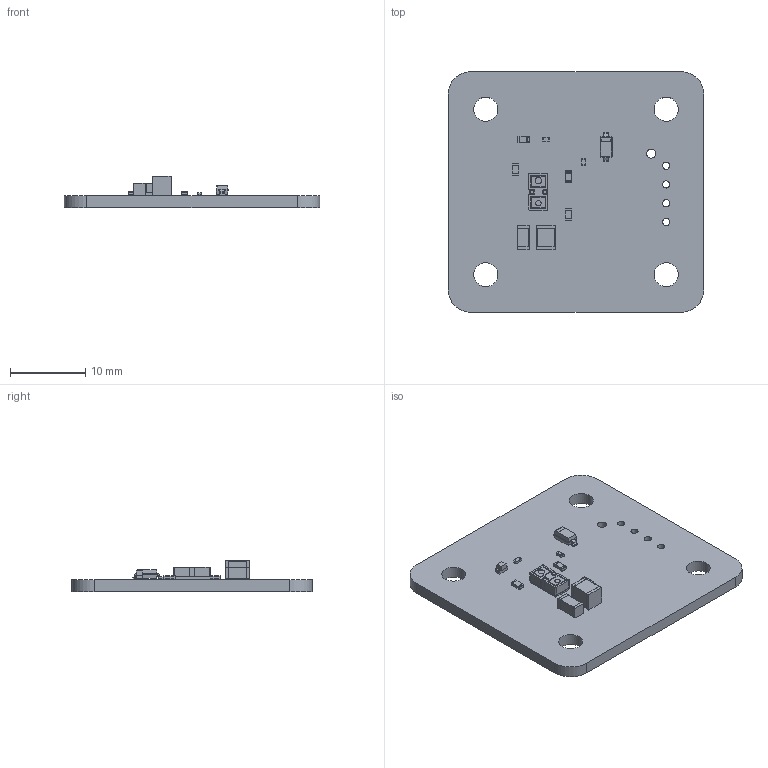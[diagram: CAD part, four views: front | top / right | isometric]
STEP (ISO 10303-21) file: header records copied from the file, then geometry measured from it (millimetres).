
FILE_DESCRIPTION(('KiCad electronic assembly'),'2;1');
FILE_NAME('TOF Sensor.step','2024-12-26T16:10:02',('Pcbnew'),('Kicad'), 'Open CASCADE STEP processor 7.7','KiCad to STEP converter','Unknown' );
FILE_SCHEMA(('AUTOMOTIVE_DESIGN { 1 0 10303 214 1 1 1 1 }'));
Length unit declared in the file: millimetre
Products named in the file (16): TOF Sensor 1; R_0603_1608Metric; ST_VL53L1x; C_1206_3216Metric; C_1210_3225Metric; R_0402_1005Metric; LED_0603_1608Metric; D_SOD-123; D_SOD_123; TOF Sensor_PCB
Assembly tree (18 placements, depth 3):
  TOF Sensor 1
    R_0603_1608Metric  x3
      R_0603_1608Metric
    ST_VL53L1x
      ST_VL53L1x
    C_1206_3216Metric
      C_1206_3216Metric
    C_1210_3225Metric
      C_1210_3225Metric
    R_0402_1005Metric  x2
      R_0402_1005Metric
    LED_0603_1608Metric
      LED_0603_1608Metric
    D_SOD-123
      D_SOD_123
    TOF Sensor_PCB
Bounding box: 34 x 32 x 4.15 mm (x, y, z)
Volume: 1724.8 mm3; surface area: 2546.2 mm2
Topology: 11 solids, 11 shells, 380 faces, 966 edges, 622 vertices
Faces by surface type: plane 251, cylinder 103, bspline 26
Full cylindrical faces by diameter (mm): 0.5 x2, 0.7 x1, 0.85 x1, 0.95 x4, 1.2 x1, 3.2 x4
Entity records: 11251 total; most frequent: CARTESIAN_POINT 1687, ORIENTED_EDGE 1524, DIRECTION 1474, EDGE_CURVE 762, LINE 568, VECTOR 568, VERTEX_POINT 490, AXIS2_PLACEMENT_3D 453
